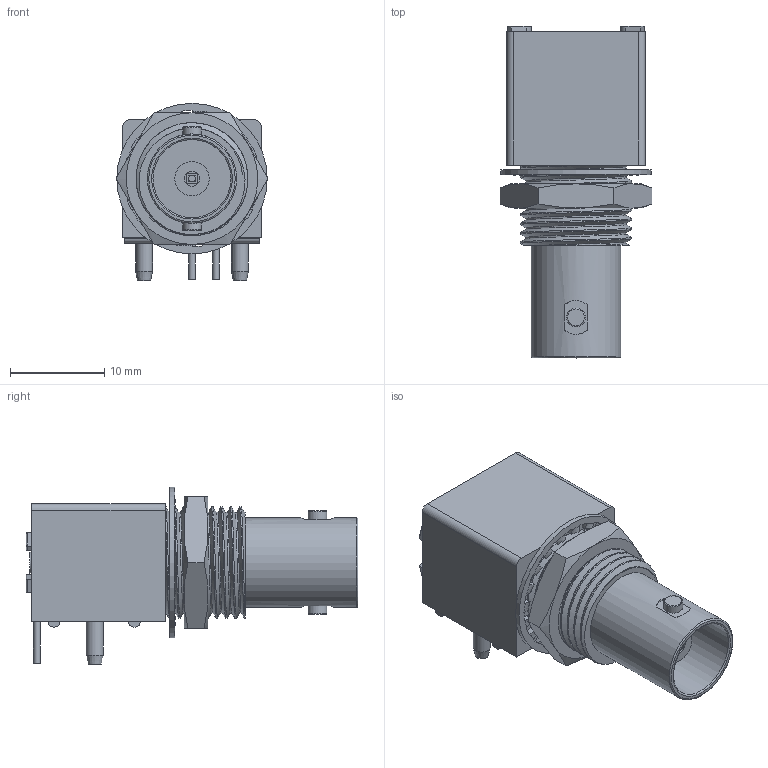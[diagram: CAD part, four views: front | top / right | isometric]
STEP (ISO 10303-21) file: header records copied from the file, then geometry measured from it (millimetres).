
FILE_DESCRIPTION(/* description */ (''),/* implementation_level */ '2;1');
FILE_NAME(/* name */ 'UG 1094W1.step',/* time_stamp */ '2025-04-16T21:54:04+02:00',/* author */ (''),/* organization */ (''),/* preprocessor_version */ 'ST-DEVELOPER v20.1',/* originating_system */ 'Autodesk Translation Framework v14.4.0.0',/* authorisation */ '');
FILE_SCHEMA (('AUTOMOTIVE_DESIGN { 1 0 10303 214 3 1 1 }'));
Length unit declared in the file: millimetre
Products named in the file (7): UG 1094W1; Grundkörper; Aussenkontakt; Innenkontakt; Anschluss; Mutter; Federring
Assembly tree (6 placements, depth 2):
  UG 1094W1
    Grundkörper
    Aussenkontakt
    Innenkontakt
    Anschluss
    Mutter
    Federring
Bounding box: 16.17 x 35.3 x 18.85 mm (x, y, z)
Volume: 3873 mm3; surface area: 4202.5 mm2
Topology: 14 solids, 14 shells, 471 faces, 1148 edges, 734 vertices
Faces by surface type: plane 234, cylinder 125, bspline 84, cone 18, torus 10
Full cylindrical faces by diameter (mm): 0.7 x4, 1.6 x3, 1.8 x6, 2 x2, 2.5 x1, 3.65 x1, 3.8 x2, 6.5 x1, 7 x2, 8.3 x2, 9.5 x1, 10.741 x7, 11.035 x1, 11.884 x8, 12.152 x2, 16 x1
Entity records: 18250 total; most frequent: CARTESIAN_POINT 7037, ORIENTED_EDGE 2296, DIRECTION 2250, EDGE_CURVE 1148, AXIS2_PLACEMENT_3D 793, VERTEX_POINT 734, LINE 664, VECTOR 664
